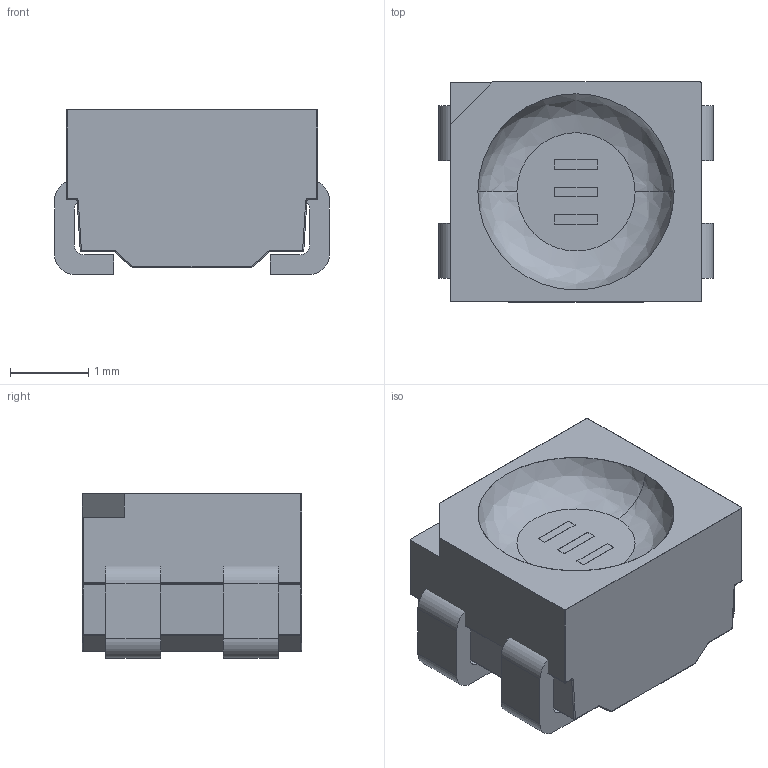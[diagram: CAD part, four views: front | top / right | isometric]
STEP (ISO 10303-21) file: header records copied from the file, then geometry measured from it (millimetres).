
FILE_DESCRIPTION (( 'STEP AP214' ), '1' );
FILE_NAME ('CLV1A-FKB-CK1VW1DE1BB7C3C3.STEP', '2024-07-04T14:15:48', ( '' ), ( '' ), 'SwSTEP 2.0', 'SolidWorks 2023', '' );
FILE_SCHEMA (( 'AUTOMOTIVE_DESIGN' ));
Length unit declared in the file: inch
Products named in the file (7): red; blue; CLV1A-FKB-CK1VW1DE1BB7C3C3; body; terminal; top; green
Assembly tree (6 placements, depth 2):
  CLV1A-FKB-CK1VW1DE1BB7C3C3
    body
    terminal
    top
    red
    green
    blue
Bounding box: 3.5 x 2.8 x 2.1 mm (x, y, z)
Volume: 16.1 mm3; surface area: 65.5 mm2
Topology: 9 solids, 9 shells, 169 faces, 434 edges, 260 vertices
Faces by surface type: plane 82, cylinder 53, bspline 34
Entity records: 7858 total; most frequent: CARTESIAN_POINT 1440, DIRECTION 846, ORIENTED_EDGE 820, EDGE_CURVE 410, AXIS2_PLACEMENT_3D 302, VERTEX_POINT 260, LINE 242, VECTOR 242
